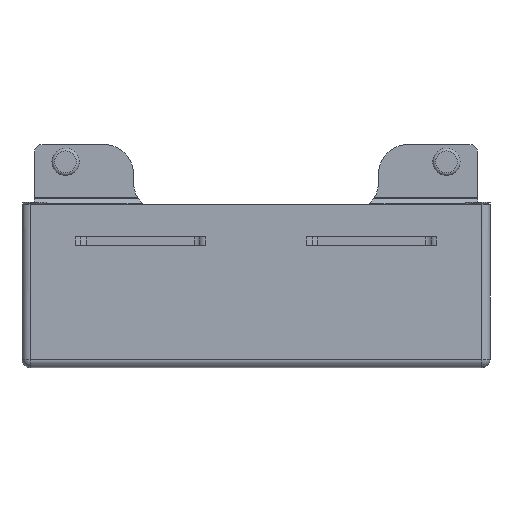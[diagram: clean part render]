
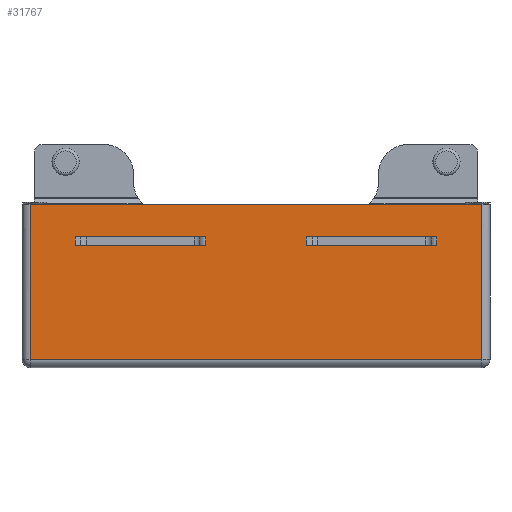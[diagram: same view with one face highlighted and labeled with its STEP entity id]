
A CAD part, left-side view. The second image highlights one B-rep face of the part: STEP entity #31767.
In plain terms, the highlighted planar face has unit normal (-1, 0, 0).
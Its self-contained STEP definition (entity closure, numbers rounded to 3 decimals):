
#103 = VERTEX_POINT ( 'NONE', #4294 ) ;
#242 = CARTESIAN_POINT ( 'NONE',  ( -15.25, -18.519, 28.5 ) ) ;
#407 = VECTOR ( 'NONE', #24442, 1000. ) ;
#649 = VERTEX_POINT ( 'NONE', #2527 ) ;
#880 = DIRECTION ( 'NONE',  ( 0., 0., 1. ) ) ;
#960 = CARTESIAN_POINT ( 'NONE',  ( -15.25, -83., 28.5 ) ) ;
#1018 = LINE ( 'NONE', #242, #31151 ) ;
#1425 = ORIENTED_EDGE ( 'NONE', *, *, #22381, .T. ) ;
#1651 = CARTESIAN_POINT ( 'NONE',  ( -15.25, 86., 28.5 ) ) ;
#2527 = CARTESIAN_POINT ( 'NONE',  ( -15.25, 66.481, 19.5 ) ) ;
#2553 = LINE ( 'NONE', #26748, #407 ) ;
#3080 = EDGE_LOOP ( 'NONE', ( #17668, #1425, #4656, #14092 ) ) ;
#3174 = CARTESIAN_POINT ( 'NONE',  ( -15.25, 66.481, 28.5 ) ) ;
#3493 = CARTESIAN_POINT ( 'NONE',  ( -15.25, -66.481, 19.5 ) ) ;
#3916 = EDGE_CURVE ( 'NONE', #4584, #10045, #1018, .T. ) ;
#4274 = ORIENTED_EDGE ( 'NONE', *, *, #19258, .T. ) ;
#4294 = CARTESIAN_POINT ( 'NONE',  ( -15.25, -66.481, 16.5 ) ) ;
#4584 = VERTEX_POINT ( 'NONE', #21150 ) ;
#4656 = ORIENTED_EDGE ( 'NONE', *, *, #13822, .T. ) ;
#4840 = VECTOR ( 'NONE', #28533, 1000. ) ;
#4939 = EDGE_CURVE ( 'NONE', #25641, #7587, #16907, .T. ) ;
#5259 = EDGE_CURVE ( 'NONE', #13116, #32924, #30670, .T. ) ;
#5830 = VECTOR ( 'NONE', #11520, 1000. ) ;
#6688 = DIRECTION ( 'NONE',  ( 0., 1., 0. ) ) ;
#6882 = EDGE_LOOP ( 'NONE', ( #4274, #14012, #27687, #16213 ) ) ;
#7261 = DIRECTION ( 'NONE',  ( 0., 1., 0. ) ) ;
#7587 = VERTEX_POINT ( 'NONE', #23876 ) ;
#7975 = LINE ( 'NONE', #23020, #32103 ) ;
#8419 = VECTOR ( 'NONE', #880, 1000. ) ;
#8520 = DIRECTION ( 'NONE',  ( 0., 0., 1. ) ) ;
#9649 = CARTESIAN_POINT ( 'NONE',  ( -15.25, 18.519, 28.5 ) ) ;
#9766 = ORIENTED_EDGE ( 'NONE', *, *, #18637, .T. ) ;
#10045 = VERTEX_POINT ( 'NONE', #33885 ) ;
#10260 = FACE_BOUND ( 'NONE', #6882, .T. ) ;
#11450 = VECTOR ( 'NONE', #21728, 1000. ) ;
#11520 = DIRECTION ( 'NONE',  ( 0., 0., -1. ) ) ;
#11679 = ORIENTED_EDGE ( 'NONE', *, *, #22845, .F. ) ;
#12112 = DIRECTION ( 'NONE',  ( 1., 0., 0. ) ) ;
#12215 = EDGE_LOOP ( 'NONE', ( #9766, #27126, #11679, #13406 ) ) ;
#12564 = DIRECTION ( 'NONE',  ( 0., 0., -1. ) ) ;
#13116 = VERTEX_POINT ( 'NONE', #27964 ) ;
#13406 = ORIENTED_EDGE ( 'NONE', *, *, #21059, .T. ) ;
#13497 = CARTESIAN_POINT ( 'NONE',  ( -15.25, 83., 31.5 ) ) ;
#13628 = VECTOR ( 'NONE', #27214, 1000. ) ;
#13822 = EDGE_CURVE ( 'NONE', #34582, #649, #17935, .T. ) ;
#14012 = ORIENTED_EDGE ( 'NONE', *, *, #14494, .T. ) ;
#14092 = ORIENTED_EDGE ( 'NONE', *, *, #21336, .F. ) ;
#14494 = EDGE_CURVE ( 'NONE', #103, #4584, #20977, .T. ) ;
#15298 = VECTOR ( 'NONE', #7261, 1000. ) ;
#15921 = DIRECTION ( 'NONE',  ( 0., -1., 0. ) ) ;
#16213 = ORIENTED_EDGE ( 'NONE', *, *, #30096, .F. ) ;
#16907 = LINE ( 'NONE', #9649, #33264 ) ;
#17668 = ORIENTED_EDGE ( 'NONE', *, *, #4939, .T. ) ;
#17802 = CARTESIAN_POINT ( 'NONE',  ( -15.25, 83., 31.5 ) ) ;
#17935 = LINE ( 'NONE', #3174, #8419 ) ;
#18359 = CARTESIAN_POINT ( 'NONE',  ( -15.25, 66.481, 16.5 ) ) ;
#18400 = VERTEX_POINT ( 'NONE', #27423 ) ;
#18637 = EDGE_CURVE ( 'NONE', #18400, #13116, #25262, .T. ) ;
#19243 = CARTESIAN_POINT ( 'NONE',  ( -15.25, 86., 16.5 ) ) ;
#19258 = EDGE_CURVE ( 'NONE', #24161, #103, #24816, .T. ) ;
#20108 = CARTESIAN_POINT ( 'NONE',  ( -15.25, -66.481, 28.5 ) ) ;
#20977 = LINE ( 'NONE', #19243, #13628 ) ;
#21059 = EDGE_CURVE ( 'NONE', #28028, #18400, #21756, .T. ) ;
#21150 = CARTESIAN_POINT ( 'NONE',  ( -15.25, -18.519, 16.5 ) ) ;
#21336 = EDGE_CURVE ( 'NONE', #25641, #649, #7975, .T. ) ;
#21728 = DIRECTION ( 'NONE',  ( 0., -1., 0. ) ) ;
#21756 = LINE ( 'NONE', #31691, #28219 ) ;
#22381 = EDGE_CURVE ( 'NONE', #7587, #34582, #22631, .T. ) ;
#22631 = LINE ( 'NONE', #29201, #15298 ) ;
#22845 = EDGE_CURVE ( 'NONE', #28028, #32924, #29502, .T. ) ;
#22959 = CARTESIAN_POINT ( 'NONE',  ( -15.25, 18.519, 19.5 ) ) ;
#23020 = CARTESIAN_POINT ( 'NONE',  ( -15.25, 86., 19.5 ) ) ;
#23876 = CARTESIAN_POINT ( 'NONE',  ( -15.25, 18.519, 16.5 ) ) ;
#24161 = VERTEX_POINT ( 'NONE', #3493 ) ;
#24442 = DIRECTION ( 'NONE',  ( 0., 1., 0. ) ) ;
#24816 = LINE ( 'NONE', #20108, #5830 ) ;
#25262 = LINE ( 'NONE', #35435, #11450 ) ;
#25641 = VERTEX_POINT ( 'NONE', #22959 ) ;
#26655 = FACE_BOUND ( 'NONE', #3080, .T. ) ;
#26748 = CARTESIAN_POINT ( 'NONE',  ( -15.25, 86., 19.5 ) ) ;
#27126 = ORIENTED_EDGE ( 'NONE', *, *, #5259, .T. ) ;
#27214 = DIRECTION ( 'NONE',  ( 0., 1., 0. ) ) ;
#27423 = CARTESIAN_POINT ( 'NONE',  ( -15.25, 83., -25.5 ) ) ;
#27687 = ORIENTED_EDGE ( 'NONE', *, *, #3916, .T. ) ;
#27964 = CARTESIAN_POINT ( 'NONE',  ( -15.25, -83., -25.5 ) ) ;
#28028 = VERTEX_POINT ( 'NONE', #17802 ) ;
#28219 = VECTOR ( 'NONE', #12564, 1000. ) ;
#28533 = DIRECTION ( 'NONE',  ( 0., 0., 1. ) ) ;
#28633 = PLANE ( 'NONE',  #32658 ) ;
#29201 = CARTESIAN_POINT ( 'NONE',  ( -15.25, 86., 16.5 ) ) ;
#29502 = LINE ( 'NONE', #13497, #35083 ) ;
#30096 = EDGE_CURVE ( 'NONE', #24161, #10045, #2553, .T. ) ;
#30485 = FACE_OUTER_BOUND ( 'NONE', #12215, .T. ) ;
#30670 = LINE ( 'NONE', #960, #4840 ) ;
#30701 = DIRECTION ( 'NONE',  ( 0., 1., 0. ) ) ;
#31151 = VECTOR ( 'NONE', #8520, 1000. ) ;
#31552 = DIRECTION ( 'NONE',  ( 0., 0., -1. ) ) ;
#31691 = CARTESIAN_POINT ( 'NONE',  ( -15.25, 83., 28.5 ) ) ;
#31767 = ADVANCED_FACE ( 'NONE', ( #26655, #10260, #30485 ), #28633, .F. ) ;
#32103 = VECTOR ( 'NONE', #30701, 1000. ) ;
#32658 = AXIS2_PLACEMENT_3D ( 'NONE', #1651, #12112, #6688 ) ;
#32924 = VERTEX_POINT ( 'NONE', #34656 ) ;
#33264 = VECTOR ( 'NONE', #31552, 1000. ) ;
#33885 = CARTESIAN_POINT ( 'NONE',  ( -15.25, -18.519, 19.5 ) ) ;
#34582 = VERTEX_POINT ( 'NONE', #18359 ) ;
#34656 = CARTESIAN_POINT ( 'NONE',  ( -15.25, -83., 31.5 ) ) ;
#35083 = VECTOR ( 'NONE', #15921, 1000. ) ;
#35435 = CARTESIAN_POINT ( 'NONE',  ( -15.25, 86., -25.5 ) ) ;
